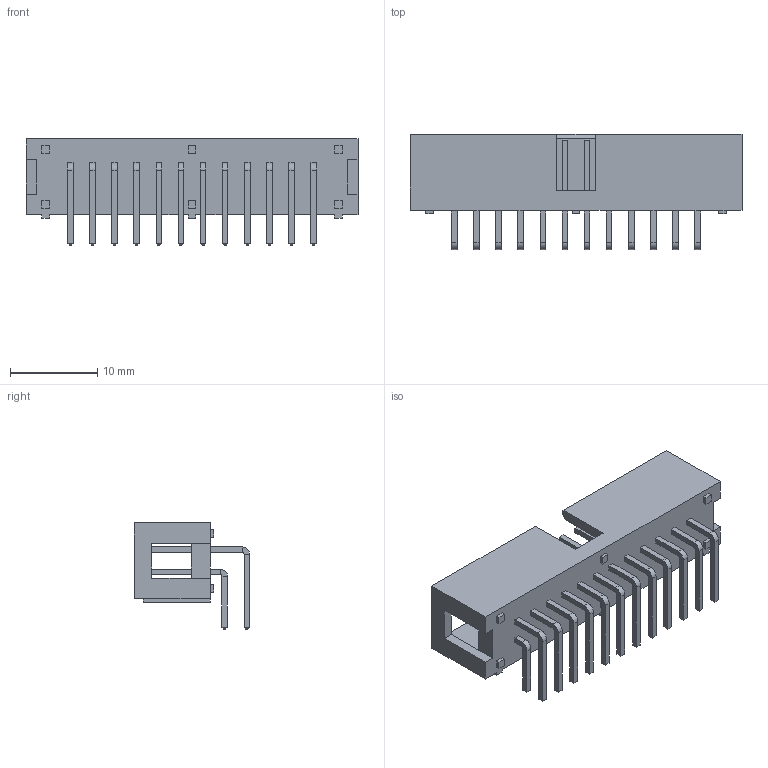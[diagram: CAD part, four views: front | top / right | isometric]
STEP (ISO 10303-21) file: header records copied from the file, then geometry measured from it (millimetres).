
FILE_DESCRIPTION (( 'STEP AP214' ), '1' );
FILE_NAME ('302-R241.STEP', '2019-05-07T10:02:07', ( '' ), ( '' ), 'SwSTEP 2.0', 'SolidWorks 2017', '' );
FILE_SCHEMA (( 'AUTOMOTIVE_DESIGN' ));
Length unit declared in the file: millimetre
Products named in the file (1): 302-R241
Bounding box: 38.1 x 13.22 x 12.2 mm (x, y, z)
Volume: 1472.2 mm3; surface area: 3220.3 mm2
Topology: 25 solids, 25 shells, 693 faces, 1531 edges, 890 vertices
Faces by surface type: plane 645, cylinder 48
Entity records: 22955 total; most frequent: CARTESIAN_POINT 3115, ORIENTED_EDGE 3062, DIRECTION 3015, EDGE_CURVE 1531, LINE 1435, VECTOR 1435, VERTEX_POINT 890, AXIS2_PLACEMENT_3D 790
